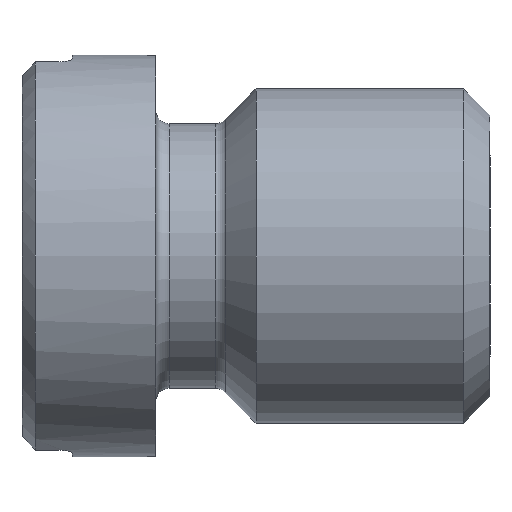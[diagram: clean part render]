
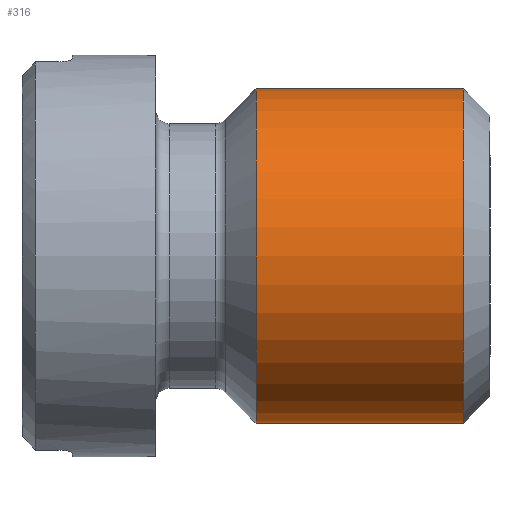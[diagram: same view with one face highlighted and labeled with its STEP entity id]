
A CAD part, left-side view. The second image highlights one B-rep face of the part: STEP entity #316.
In plain terms, the highlighted cylindrical face has radius 2.5 mm (diameter 5 mm), a partial arc.
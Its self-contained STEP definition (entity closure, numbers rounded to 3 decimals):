
#264=AXIS2_PLACEMENT_3D('Circle Axis2P3D',#262,#263,$) ;
#277=AXIS2_PLACEMENT_3D('Cylinder Axis2P3D',#274,#275,#276) ;
#307=AXIS2_PLACEMENT_3D('Circle Axis2P3D',#305,#306,$) ;
#240=CARTESIAN_POINT('Vertex',(0.,3.5,2.5)) ;
#247=CARTESIAN_POINT('Vertex',(0.,3.5,-2.5)) ;
#262=CARTESIAN_POINT('Axis2P3D Location',(0.,3.5,0.)) ;
#274=CARTESIAN_POINT('Axis2P3D Location',(0.,3.5,0.)) ;
#279=CARTESIAN_POINT('Line Origine',(0.,1.95,2.5)) ;
#283=CARTESIAN_POINT('Vertex',(0.,0.4,2.5)) ;
#290=CARTESIAN_POINT('Vertex',(0.,0.4,-2.5)) ;
#293=CARTESIAN_POINT('Line Origine',(0.,1.95,-2.5)) ;
#305=CARTESIAN_POINT('Axis2P3D Location',(0.,0.4,0.)) ;
#263=DIRECTION('Axis2P3D Direction',(0.,-1.,-0.)) ;
#275=DIRECTION('Axis2P3D Direction',(0.,1.,0.)) ;
#276=DIRECTION('Axis2P3D XDirection',(0.,0.,1.)) ;
#280=DIRECTION('Vector Direction',(0.,1.,0.)) ;
#294=DIRECTION('Vector Direction',(0.,1.,0.)) ;
#306=DIRECTION('Axis2P3D Direction',(0.,1.,0.)) ;
#281=VECTOR('Line Direction',#280,1.) ;
#295=VECTOR('Line Direction',#294,1.) ;
#311=ORIENTED_EDGE('',*,*,#266,.F.) ;
#312=ORIENTED_EDGE('',*,*,#297,.T.) ;
#313=ORIENTED_EDGE('',*,*,#309,.T.) ;
#314=ORIENTED_EDGE('',*,*,#285,.F.) ;
#316=ADVANCED_FACE('Corps principal',(#315),#278,.T.) ;
#265=CIRCLE('generated circle',#264,2.5) ;
#308=CIRCLE('generated circle',#307,2.5) ;
#278=CYLINDRICAL_SURFACE('generated cylinder',#277,2.5) ;
#266=EDGE_CURVE('',#248,#241,#265,.F.) ;
#285=EDGE_CURVE('',#241,#284,#282,.F.) ;
#297=EDGE_CURVE('',#248,#291,#296,.F.) ;
#309=EDGE_CURVE('',#291,#284,#308,.T.) ;
#310=EDGE_LOOP('',(#311,#312,#313,#314)) ;
#315=FACE_OUTER_BOUND('',#310,.T.) ;
#282=LINE('Line',#279,#281) ;
#296=LINE('Line',#293,#295) ;
#241=VERTEX_POINT('',#240) ;
#248=VERTEX_POINT('',#247) ;
#284=VERTEX_POINT('',#283) ;
#291=VERTEX_POINT('',#290) ;
